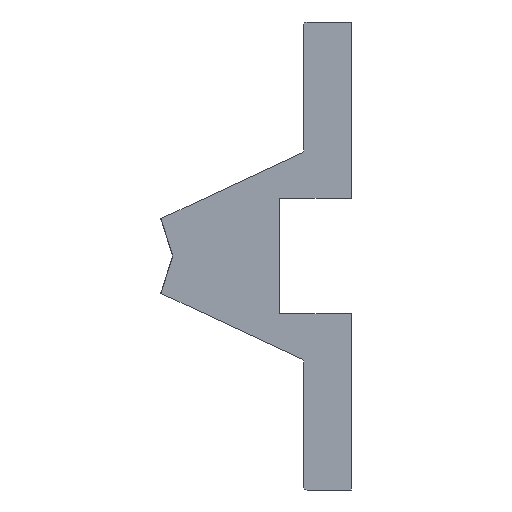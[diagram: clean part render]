
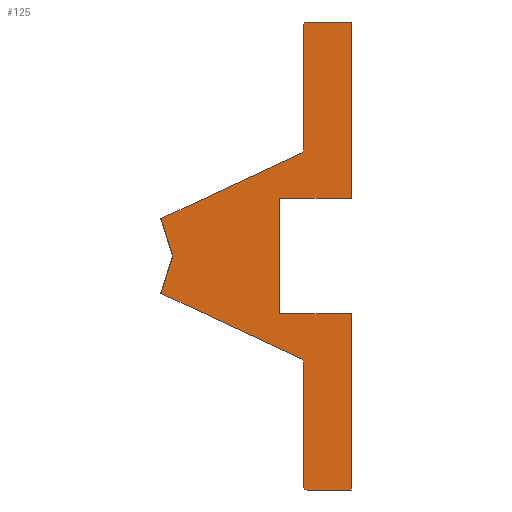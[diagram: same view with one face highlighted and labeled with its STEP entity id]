
A CAD part, left-side view. The second image highlights one B-rep face of the part: STEP entity #125.
In plain terms, the highlighted planar face has unit normal (-1, 0, 0).
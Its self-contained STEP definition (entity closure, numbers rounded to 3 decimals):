
#125 = ADVANCED_FACE( '', ( #247 ), #248, .F. );
#247 = FACE_OUTER_BOUND( '', #369, .T. );
#248 = PLANE( '', #370 );
#369 = EDGE_LOOP( '', ( #790, #791, #792, #793, #794, #795, #796, #797, #798, #799, #800, #801, #802, #803, #804, #805, #806 ) );
#370 = AXIS2_PLACEMENT_3D( '', #807, #808, #809 );
#790 = ORIENTED_EDGE( '', *, *, #952, .F. );
#791 = ORIENTED_EDGE( '', *, *, #909, .F. );
#792 = ORIENTED_EDGE( '', *, *, #913, .F. );
#793 = ORIENTED_EDGE( '', *, *, #916, .F. );
#794 = ORIENTED_EDGE( '', *, *, #919, .F. );
#795 = ORIENTED_EDGE( '', *, *, #922, .F. );
#796 = ORIENTED_EDGE( '', *, *, #923, .F. );
#797 = ORIENTED_EDGE( '', *, *, #905, .F. );
#798 = ORIENTED_EDGE( '', *, *, #926, .F. );
#799 = ORIENTED_EDGE( '', *, *, #929, .F. );
#800 = ORIENTED_EDGE( '', *, *, #932, .F. );
#801 = ORIENTED_EDGE( '', *, *, #935, .F. );
#802 = ORIENTED_EDGE( '', *, *, #938, .F. );
#803 = ORIENTED_EDGE( '', *, *, #941, .F. );
#804 = ORIENTED_EDGE( '', *, *, #944, .F. );
#805 = ORIENTED_EDGE( '', *, *, #947, .F. );
#806 = ORIENTED_EDGE( '', *, *, #950, .F. );
#807 = CARTESIAN_POINT( '', ( 0., 0., 0. ) );
#808 = DIRECTION( '', ( 1., 0., 0. ) );
#809 = DIRECTION( '', ( 0., 0., -1. ) );
#905 = EDGE_CURVE( '', #1106, #1108, #1109, .T. );
#909 = EDGE_CURVE( '', #1114, #1116, #1117, .T. );
#913 = EDGE_CURVE( '', #1121, #1114, #1123, .T. );
#916 = EDGE_CURVE( '', #1126, #1121, #1128, .T. );
#919 = EDGE_CURVE( '', #1131, #1126, #1133, .T. );
#922 = EDGE_CURVE( '', #1135, #1131, #1137, .T. );
#923 = EDGE_CURVE( '', #1108, #1135, #1138, .T. );
#926 = EDGE_CURVE( '', #1141, #1106, #1143, .T. );
#929 = EDGE_CURVE( '', #1146, #1141, #1148, .T. );
#932 = EDGE_CURVE( '', #1151, #1146, #1153, .T. );
#935 = EDGE_CURVE( '', #1156, #1151, #1158, .T. );
#938 = EDGE_CURVE( '', #1161, #1156, #1163, .T. );
#941 = EDGE_CURVE( '', #1166, #1161, #1168, .T. );
#944 = EDGE_CURVE( '', #1171, #1166, #1173, .T. );
#947 = EDGE_CURVE( '', #1176, #1171, #1178, .T. );
#950 = EDGE_CURVE( '', #1181, #1176, #1183, .T. );
#952 = EDGE_CURVE( '', #1116, #1181, #1185, .T. );
#1106 = VERTEX_POINT( '', #1377 );
#1108 = VERTEX_POINT( '', #1380 );
#1109 = LINE( '', #1381, #1382 );
#1114 = VERTEX_POINT( '', #1389 );
#1116 = VERTEX_POINT( '', #1392 );
#1117 = LINE( '', #1393, #1394 );
#1121 = VERTEX_POINT( '', #1399 );
#1123 = CIRCLE( '', #1402, 0.5 );
#1126 = VERTEX_POINT( '', #1406 );
#1128 = LINE( '', #1409, #1410 );
#1131 = VERTEX_POINT( '', #1413 );
#1133 = CIRCLE( '', #1416, 0.5 );
#1135 = VERTEX_POINT( '', #1419 );
#1137 = LINE( '', #1422, #1423 );
#1138 = LINE( '', #1424, #1425 );
#1141 = VERTEX_POINT( '', #1429 );
#1143 = LINE( '', #1432, #1433 );
#1146 = VERTEX_POINT( '', #1436 );
#1148 = CIRCLE( '', #1439, 0.5 );
#1151 = VERTEX_POINT( '', #1443 );
#1153 = LINE( '', #1446, #1447 );
#1156 = VERTEX_POINT( '', #1450 );
#1158 = CIRCLE( '', #1453, 0.5 );
#1161 = VERTEX_POINT( '', #1457 );
#1163 = LINE( '', #1460, #1461 );
#1166 = VERTEX_POINT( '', #1465 );
#1168 = LINE( '', #1468, #1469 );
#1171 = VERTEX_POINT( '', #1473 );
#1173 = LINE( '', #1476, #1477 );
#1176 = VERTEX_POINT( '', #1481 );
#1178 = LINE( '', #1484, #1485 );
#1181 = VERTEX_POINT( '', #1489 );
#1183 = LINE( '', #1492, #1493 );
#1185 = LINE( '', #1496, #1497 );
#1377 = CARTESIAN_POINT( '', ( 0., 28.045, -5.5 ) );
#1380 = CARTESIAN_POINT( '', ( 0., 26.311, 0. ) );
#1381 = CARTESIAN_POINT( '', ( 0., 28.045, -5.5 ) );
#1382 = VECTOR( '', #1705, 1. );
#1389 = CARTESIAN_POINT( '', ( 0., 6.5, 34.5 ) );
#1392 = CARTESIAN_POINT( '', ( 0., 0., 34.5 ) );
#1393 = CARTESIAN_POINT( '', ( 0., 6.5, 34.5 ) );
#1394 = VECTOR( '', #1709, 1. );
#1399 = CARTESIAN_POINT( '', ( 0., 7., 34. ) );
#1402 = AXIS2_PLACEMENT_3D( '', #1715, #1716, #1717 );
#1406 = CARTESIAN_POINT( '', ( 0., 7., 15.632 ) );
#1409 = CARTESIAN_POINT( '', ( 0., 7., 15.632 ) );
#1410 = VECTOR( '', #1720, 1. );
#1413 = CARTESIAN_POINT( '', ( 0., 7.289, 15.179 ) );
#1416 = AXIS2_PLACEMENT_3D( '', #1725, #1726, #1727 );
#1419 = CARTESIAN_POINT( '', ( 0., 28.045, 5.5 ) );
#1422 = CARTESIAN_POINT( '', ( 0., 28.045, 5.5 ) );
#1423 = VECTOR( '', #1730, 1. );
#1424 = CARTESIAN_POINT( '', ( 0., 26.311, 0. ) );
#1425 = VECTOR( '', #1731, 1. );
#1429 = CARTESIAN_POINT( '', ( 0., 7.289, -15.179 ) );
#1432 = CARTESIAN_POINT( '', ( 0., 7.289, -15.179 ) );
#1433 = VECTOR( '', #1734, 1. );
#1436 = CARTESIAN_POINT( '', ( 0., 7., -15.632 ) );
#1439 = AXIS2_PLACEMENT_3D( '', #1739, #1740, #1741 );
#1443 = CARTESIAN_POINT( '', ( 0., 7., -34. ) );
#1446 = CARTESIAN_POINT( '', ( 0., 7., -34. ) );
#1447 = VECTOR( '', #1744, 1. );
#1450 = CARTESIAN_POINT( '', ( 0., 6.5, -34.5 ) );
#1453 = AXIS2_PLACEMENT_3D( '', #1749, #1750, #1751 );
#1457 = CARTESIAN_POINT( '', ( 0., 0., -34.5 ) );
#1460 = CARTESIAN_POINT( '', ( 0., 0., -34.5 ) );
#1461 = VECTOR( '', #1754, 1. );
#1465 = CARTESIAN_POINT( '', ( 0., 0., -8.5 ) );
#1468 = CARTESIAN_POINT( '', ( 0., 0., -8.5 ) );
#1469 = VECTOR( '', #1757, 1. );
#1473 = CARTESIAN_POINT( '', ( 0., 10.5, -8.5 ) );
#1476 = CARTESIAN_POINT( '', ( 0., 10.5, -8.5 ) );
#1477 = VECTOR( '', #1760, 1. );
#1481 = CARTESIAN_POINT( '', ( 0., 10.5, 8.5 ) );
#1484 = CARTESIAN_POINT( '', ( 0., 10.5, 8.5 ) );
#1485 = VECTOR( '', #1763, 1. );
#1489 = CARTESIAN_POINT( '', ( 0., 0., 8.5 ) );
#1492 = CARTESIAN_POINT( '', ( 0., 0., 8.5 ) );
#1493 = VECTOR( '', #1766, 1. );
#1496 = CARTESIAN_POINT( '', ( 0., 0., 34.5 ) );
#1497 = VECTOR( '', #1768, 1. );
#1705 = DIRECTION( '', ( 0., -0.301, 0.954 ) );
#1709 = DIRECTION( '', ( 0., -1., 0. ) );
#1715 = CARTESIAN_POINT( '', ( 0., 6.5, 34. ) );
#1716 = DIRECTION( '', ( 1., 0., 0. ) );
#1717 = DIRECTION( '', ( 0., 1., 0. ) );
#1720 = DIRECTION( '', ( 0., 0., 1. ) );
#1725 = CARTESIAN_POINT( '', ( 0., 7.5, 15.632 ) );
#1726 = DIRECTION( '', ( -1., 0., 0. ) );
#1727 = DIRECTION( '', ( 0., -0.423, -0.906 ) );
#1730 = DIRECTION( '', ( 0., -0.906, 0.423 ) );
#1731 = DIRECTION( '', ( 0., 0.301, 0.954 ) );
#1734 = DIRECTION( '', ( 0., 0.906, 0.423 ) );
#1739 = CARTESIAN_POINT( '', ( 0., 7.5, -15.632 ) );
#1740 = DIRECTION( '', ( -1., 0., 0. ) );
#1741 = DIRECTION( '', ( 0., -1., 0. ) );
#1744 = DIRECTION( '', ( 0., 0., 1. ) );
#1749 = CARTESIAN_POINT( '', ( 0., 6.5, -34. ) );
#1750 = DIRECTION( '', ( 1., 0., 0. ) );
#1751 = DIRECTION( '', ( 0., 0., -1. ) );
#1754 = DIRECTION( '', ( 0., 1., 0. ) );
#1757 = DIRECTION( '', ( 0., 0., -1. ) );
#1760 = DIRECTION( '', ( 0., -1., 0. ) );
#1763 = DIRECTION( '', ( 0., 0., -1. ) );
#1766 = DIRECTION( '', ( 0., 1., 0. ) );
#1768 = DIRECTION( '', ( 0., 0., -1. ) );
